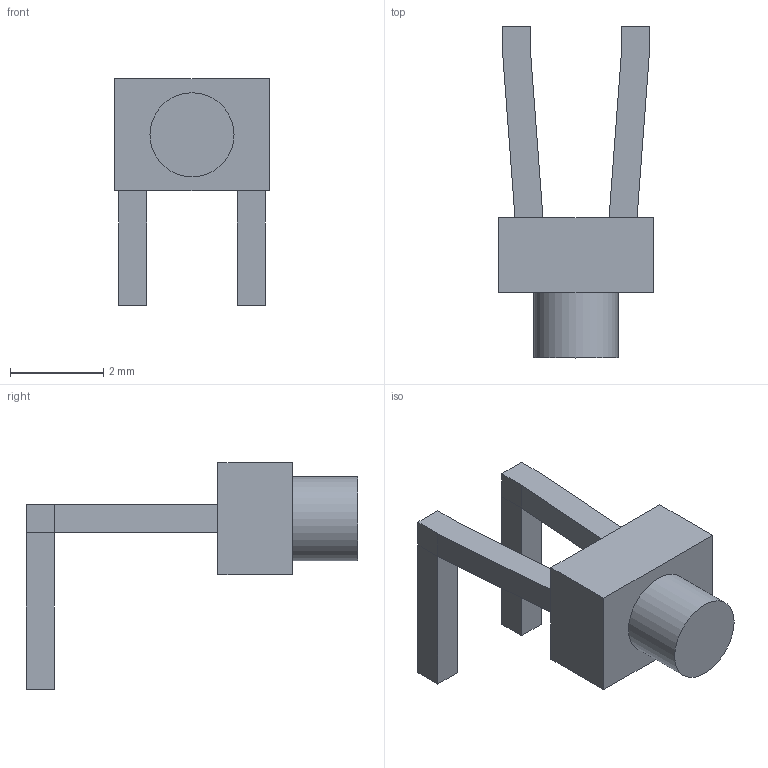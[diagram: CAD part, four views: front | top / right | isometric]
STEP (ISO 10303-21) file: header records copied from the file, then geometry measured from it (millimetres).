
FILE_DESCRIPTION(('FreeCAD Model'),'2;1');
FILE_NAME('LED_D1.8mm_W1.8mm_H2.4mm_Horizontal_O3.81mm_Z1.6mm.step', '2017-11-25T21:33:28',('kicad StepUp'),('ksu MCAD'), 'Open CASCADE STEP processor 6.8','FreeCAD','Unknown');
FILE_SCHEMA(('AUTOMOTIVE_DESIGN_CC2 { 1 2 10303 214 -1 1 5 4 }'));
Length unit declared in the file: millimetre
Products named in the file (1): LED_D1.8mm_W1.8mm_H2.4mm_Horizontal_O3.81mm_Z1.6mm
Bounding box: 3.3 x 7.11 x 4.85 mm (x, y, z)
Volume: 21.6 mm3; surface area: 77.8 mm2
Topology: 1 solids, 1 shells, 32 faces, 69 edges, 42 vertices
Faces by surface type: plane 31, cylinder 1
Full cylindrical faces by diameter (mm): 1.8 x1
Entity records: 617 total; most frequent: ORIENTED_EDGE 116, EDGE_CURVE 69, LINE 67, CARTESIAN_POINT 53, VERTEX_POINT 42, AXIS2_PLACEMENT_3D 35, FACE_BOUND 35, EDGE_LOOP 35
